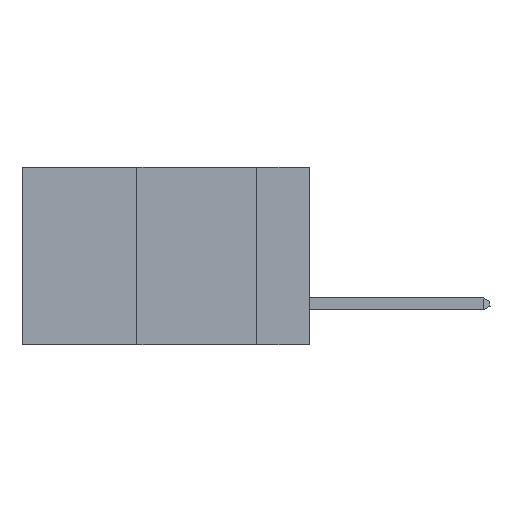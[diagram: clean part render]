
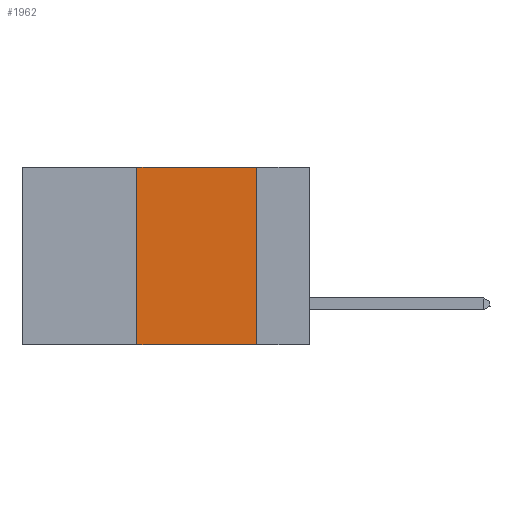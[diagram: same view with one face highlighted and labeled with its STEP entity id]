
A CAD part, left-side view. The second image highlights one B-rep face of the part: STEP entity #1962.
In plain terms, the highlighted planar face has unit normal (-1, 0, 0).
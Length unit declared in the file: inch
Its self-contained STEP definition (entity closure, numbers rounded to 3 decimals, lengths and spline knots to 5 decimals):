
#940 = DIRECTION ( 'NONE',  ( 1., 0., 0. ) ) ;
#1962 = ADVANCED_FACE ( 'NONE', ( #9257 ), #9385, .F. ) ;
#3130 = LINE ( 'NONE', #15518, #8600 ) ;
#3311 = VECTOR ( 'NONE', #10968, 39.37008 ) ;
#3547 = CARTESIAN_POINT ( 'NONE',  ( 0., 0.11, 0. ) ) ;
#4001 = AXIS2_PLACEMENT_3D ( 'NONE', #9577, #940, #16479 ) ;
#4307 = ORIENTED_EDGE ( 'NONE', *, *, #15558, .F. ) ;
#4393 = CARTESIAN_POINT ( 'NONE',  ( 0., 0.6, 0. ) ) ;
#7262 = ORIENTED_EDGE ( 'NONE', *, *, #7520, .F. ) ;
#7520 = EDGE_CURVE ( 'NONE', #14771, #11497, #3130, .T. ) ;
#7600 = EDGE_CURVE ( 'NONE', #11497, #11907, #13376, .T. ) ;
#8600 = VECTOR ( 'NONE', #11481, 39.37008 ) ;
#8984 = ORIENTED_EDGE ( 'NONE', *, *, #11150, .T. ) ;
#9163 = CARTESIAN_POINT ( 'NONE',  ( 0., 0.36, 0. ) ) ;
#9257 = FACE_OUTER_BOUND ( 'NONE', #17474, .T. ) ;
#9311 = CARTESIAN_POINT ( 'NONE',  ( 0., 0.36, -0.37 ) ) ;
#9385 = PLANE ( 'NONE',  #4001 ) ;
#9577 = CARTESIAN_POINT ( 'NONE',  ( 0., 0.6, 0. ) ) ;
#9687 = VECTOR ( 'NONE', #15574, 39.37008 ) ;
#10660 = VERTEX_POINT ( 'NONE', #11644 ) ;
#10683 = LINE ( 'NONE', #17174, #15302 ) ;
#10968 = DIRECTION ( 'NONE',  ( 0., 0., -1. ) ) ;
#11150 = EDGE_CURVE ( 'NONE', #14771, #10660, #10683, .T. ) ;
#11481 = DIRECTION ( 'NONE',  ( 0., 0., 1. ) ) ;
#11497 = VERTEX_POINT ( 'NONE', #9163 ) ;
#11644 = CARTESIAN_POINT ( 'NONE',  ( 0., 0.11, -0.37 ) ) ;
#11790 = DIRECTION ( 'NONE',  ( 0., -1., 0. ) ) ;
#11907 = VERTEX_POINT ( 'NONE', #3547 ) ;
#13220 = ORIENTED_EDGE ( 'NONE', *, *, #7600, .F. ) ;
#13376 = LINE ( 'NONE', #4393, #9687 ) ;
#14459 = LINE ( 'NONE', #16735, #3311 ) ;
#14771 = VERTEX_POINT ( 'NONE', #9311 ) ;
#15302 = VECTOR ( 'NONE', #11790, 39.37008 ) ;
#15518 = CARTESIAN_POINT ( 'NONE',  ( 0., 0.36, 0. ) ) ;
#15558 = EDGE_CURVE ( 'NONE', #11907, #10660, #14459, .T. ) ;
#15574 = DIRECTION ( 'NONE',  ( 0., -1., 0. ) ) ;
#16479 = DIRECTION ( 'NONE',  ( 0., 0., -1. ) ) ;
#16735 = CARTESIAN_POINT ( 'NONE',  ( 0., 0.11, 0. ) ) ;
#17174 = CARTESIAN_POINT ( 'NONE',  ( 0., 0.6, -0.37 ) ) ;
#17474 = EDGE_LOOP ( 'NONE', ( #4307, #13220, #7262, #8984 ) ) ;
